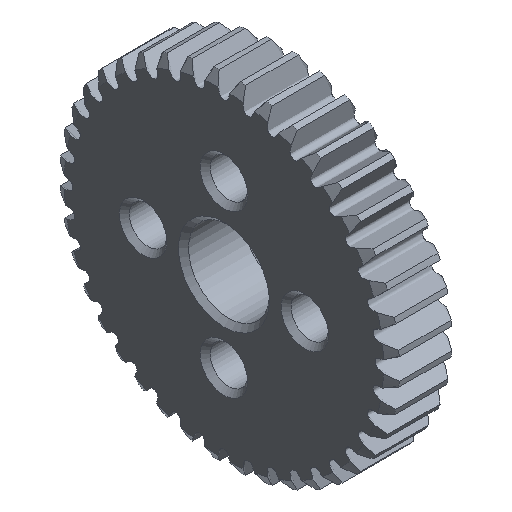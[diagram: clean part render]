
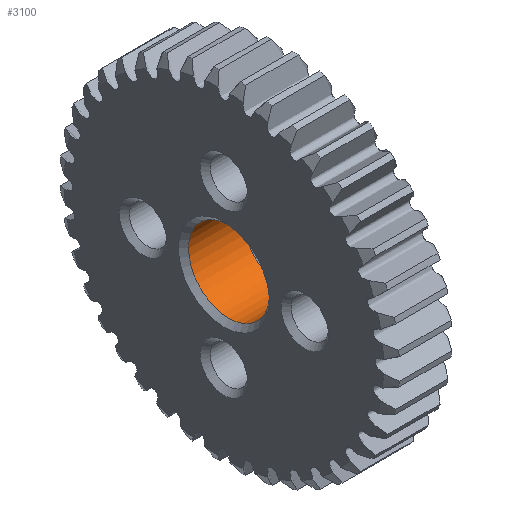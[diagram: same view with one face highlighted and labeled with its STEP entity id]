
A CAD part, isometric view. The second image highlights one B-rep face of the part: STEP entity #3100.
In plain terms, the highlighted cylindrical face has radius 4 mm (diameter 8 mm), a full revolution.
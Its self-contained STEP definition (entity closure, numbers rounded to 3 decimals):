
#311=CYLINDRICAL_SURFACE('',#3316,4.);
#366=FACE_OUTER_BOUND('',#543,.T.);
#543=EDGE_LOOP('',(#2021,#2022,#2023,#2024,#2025));
#730=LINE('',#4420,#825);
#825=VECTOR('',#3695,4.);
#911=CIRCLE('',#3285,4.);
#913=CIRCLE('',#3288,4.);
#914=CIRCLE('',#3289,4.);
#1096=VERTEX_POINT('',#4356);
#1098=VERTEX_POINT('',#4362);
#1099=VERTEX_POINT('',#4363);
#1443=EDGE_CURVE('',#1096,#1096,#911,.T.);
#1446=EDGE_CURVE('',#1098,#1099,#913,.T.);
#1447=EDGE_CURVE('',#1099,#1098,#914,.T.);
#1475=EDGE_CURVE('',#1098,#1096,#730,.T.);
#2021=ORIENTED_EDGE('',*,*,#1446,.T.);
#2022=ORIENTED_EDGE('',*,*,#1447,.T.);
#2023=ORIENTED_EDGE('',*,*,#1475,.T.);
#2024=ORIENTED_EDGE('',*,*,#1443,.T.);
#2025=ORIENTED_EDGE('',*,*,#1475,.F.);
#3100=ADVANCED_FACE('',(#366),#311,.F.);
#3285=AXIS2_PLACEMENT_3D('',#4357,#3619,#3620);
#3288=AXIS2_PLACEMENT_3D('',#4364,#3626,#3627);
#3289=AXIS2_PLACEMENT_3D('',#4365,#3628,#3629);
#3316=AXIS2_PLACEMENT_3D('',#4419,#3693,#3694);
#3619=DIRECTION('center_axis',(-1.,0.,0.));
#3620=DIRECTION('ref_axis',(0.,0.,-1.));
#3626=DIRECTION('center_axis',(1.,0.,0.));
#3627=DIRECTION('ref_axis',(0.,0.,1.));
#3628=DIRECTION('center_axis',(1.,0.,0.));
#3629=DIRECTION('ref_axis',(0.,0.,1.));
#3693=DIRECTION('center_axis',(-1.,0.,0.));
#3694=DIRECTION('ref_axis',(0.,0.,1.));
#3695=DIRECTION('',(-1.,0.,0.));
#4356=CARTESIAN_POINT('',(-20.626,1.978,4.129));
#4357=CARTESIAN_POINT('Origin',(-20.626,1.978,8.129));
#4362=CARTESIAN_POINT('',(-15.276,1.978,4.129));
#4363=CARTESIAN_POINT('',(-15.276,1.978,12.129));
#4364=CARTESIAN_POINT('Origin',(-15.276,1.978,8.129));
#4365=CARTESIAN_POINT('Origin',(-15.276,1.978,8.129));
#4419=CARTESIAN_POINT('Origin',(32.049,1.978,8.129));
#4420=CARTESIAN_POINT('',(32.049,1.978,4.129));
